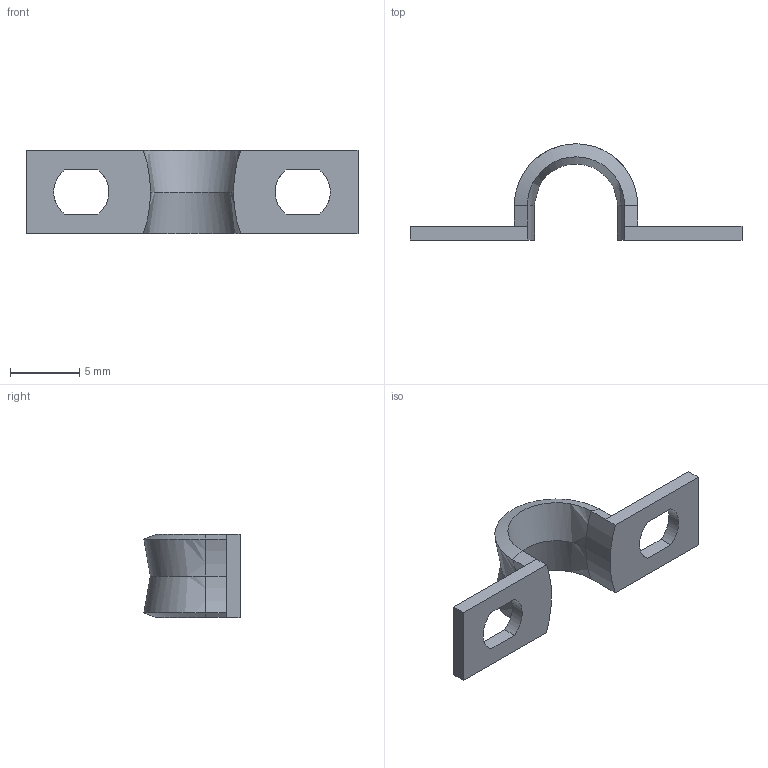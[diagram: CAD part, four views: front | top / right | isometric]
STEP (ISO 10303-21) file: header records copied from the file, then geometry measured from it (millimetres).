
FILE_DESCRIPTION(/* description */ (''),/* implementation_level */ '2;1');
FILE_NAME(/* name */ '1044109',/* time_stamp */ '2016-02-03T13:31:30+01:00',/* author */ (''),/* organization */ (''),/* preprocessor_version */ 'ST-DEVELOPER v15',/* originating_system */ '',/* authorisation */ '');
FILE_SCHEMA (('CONFIG_CONTROL_DESIGN'));
Length unit declared in the file: millimetre
Products named in the file (1): Document
Bounding box: 24 x 6.96 x 6 mm (x, y, z)
Volume: 167.2 mm3; surface area: 435.6 mm2
Topology: 1 solids, 1 shells, 36 faces, 86 edges, 52 vertices
Faces by surface type: plane 18, bspline 18
Entity records: 1402 total; most frequent: CARTESIAN_POINT 782, ORIENTED_EDGE 172, EDGE_CURVE 86, VERTEX_POINT 52, B_SPLINE_CURVE_WITH_KNOTS 48, EDGE_LOOP 40, ADVANCED_FACE 36, FACE_OUTER_BOUND 36
